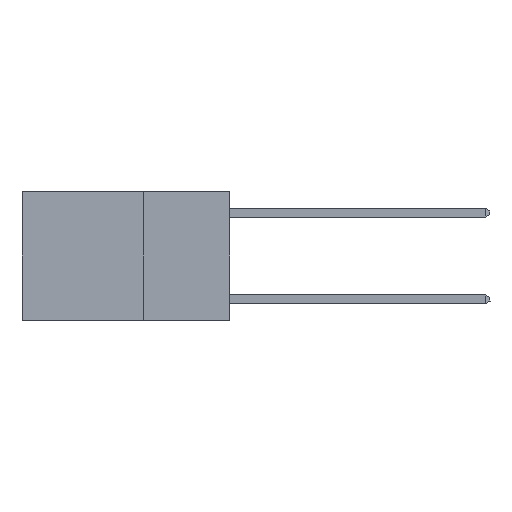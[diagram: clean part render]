
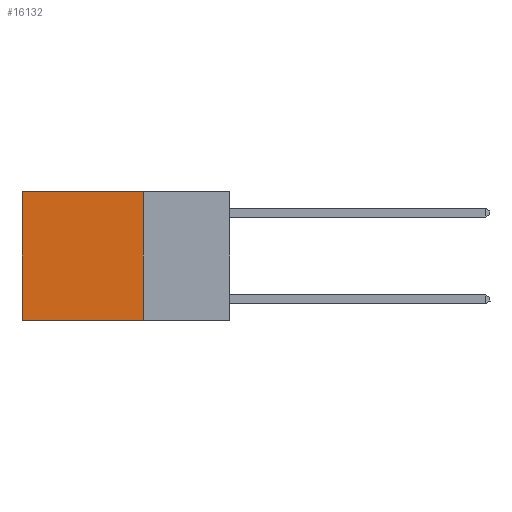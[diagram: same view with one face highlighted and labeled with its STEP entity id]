
A CAD part, left-side view. The second image highlights one B-rep face of the part: STEP entity #16132.
In plain terms, the highlighted planar face has unit normal (-1, 0, 0).
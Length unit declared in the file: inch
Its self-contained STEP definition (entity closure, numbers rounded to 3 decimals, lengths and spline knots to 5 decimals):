
#256 = CARTESIAN_POINT ( 'NONE',  ( 0.2625, 0.25, -0.37 ) ) ;
#265 = LINE ( 'NONE', #23846, #10778 ) ;
#346 = ORIENTED_EDGE ( 'NONE', *, *, #9013, .F. ) ;
#1974 = VECTOR ( 'NONE', #11490, 39.37008 ) ;
#2664 = VERTEX_POINT ( 'NONE', #6648 ) ;
#3432 = VECTOR ( 'NONE', #20462, 39.37008 ) ;
#3728 = CARTESIAN_POINT ( 'NONE',  ( 0.2625, 0.25, 0. ) ) ;
#5488 = EDGE_LOOP ( 'NONE', ( #23182, #23947, #346, #14545 ) ) ;
#6540 = CARTESIAN_POINT ( 'NONE',  ( 0.2625, 0.25, 0. ) ) ;
#6648 = CARTESIAN_POINT ( 'NONE',  ( 0.2625, 0.6, -0.37 ) ) ;
#6753 = EDGE_CURVE ( 'NONE', #13332, #20657, #14049, .T. ) ;
#7532 = LINE ( 'NONE', #19789, #1974 ) ;
#9013 = EDGE_CURVE ( 'NONE', #13332, #23912, #9647, .T. ) ;
#9647 = LINE ( 'NONE', #3728, #3432 ) ;
#10321 = CARTESIAN_POINT ( 'NONE',  ( 0.2625, 0.25, 0. ) ) ;
#10778 = VECTOR ( 'NONE', #25914, 39.37008 ) ;
#11490 = DIRECTION ( 'NONE',  ( 0., 1., 0. ) ) ;
#12463 = DIRECTION ( 'NONE',  ( 0., 0., -1. ) ) ;
#12637 = CARTESIAN_POINT ( 'NONE',  ( 0.2625, 0.25, 0. ) ) ;
#12893 = DIRECTION ( 'NONE',  ( 0., 1., 0. ) ) ;
#13332 = VERTEX_POINT ( 'NONE', #12637 ) ;
#14049 = LINE ( 'NONE', #6540, #23856 ) ;
#14545 = ORIENTED_EDGE ( 'NONE', *, *, #6753, .T. ) ;
#16132 = ADVANCED_FACE ( 'NONE', ( #16302 ), #22853, .F. ) ;
#16302 = FACE_OUTER_BOUND ( 'NONE', #5488, .T. ) ;
#17861 = EDGE_CURVE ( 'NONE', #20657, #2664, #265, .T. ) ;
#19789 = CARTESIAN_POINT ( 'NONE',  ( 0.2625, 0.25, -0.37 ) ) ;
#20462 = DIRECTION ( 'NONE',  ( 0., 0., -1. ) ) ;
#20657 = VERTEX_POINT ( 'NONE', #22453 ) ;
#21611 = AXIS2_PLACEMENT_3D ( 'NONE', #10321, #24928, #12463 ) ;
#22453 = CARTESIAN_POINT ( 'NONE',  ( 0.2625, 0.6, 0. ) ) ;
#22853 = PLANE ( 'NONE',  #21611 ) ;
#23182 = ORIENTED_EDGE ( 'NONE', *, *, #17861, .T. ) ;
#23241 = EDGE_CURVE ( 'NONE', #23912, #2664, #7532, .T. ) ;
#23846 = CARTESIAN_POINT ( 'NONE',  ( 0.2625, 0.6, 0. ) ) ;
#23856 = VECTOR ( 'NONE', #12893, 39.37008 ) ;
#23912 = VERTEX_POINT ( 'NONE', #256 ) ;
#23947 = ORIENTED_EDGE ( 'NONE', *, *, #23241, .F. ) ;
#24928 = DIRECTION ( 'NONE',  ( 1., 0., 0. ) ) ;
#25914 = DIRECTION ( 'NONE',  ( 0., 0., -1. ) ) ;
